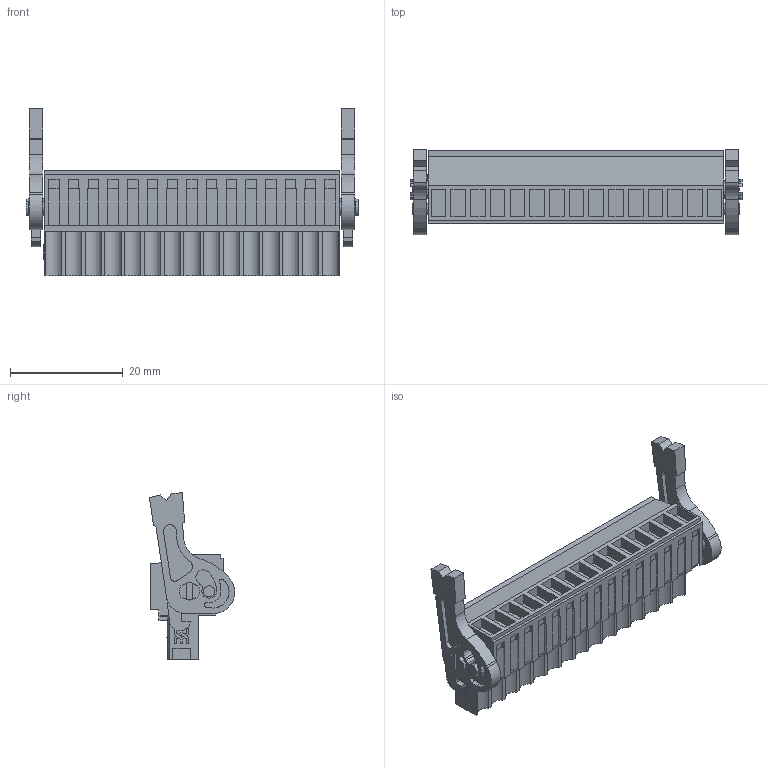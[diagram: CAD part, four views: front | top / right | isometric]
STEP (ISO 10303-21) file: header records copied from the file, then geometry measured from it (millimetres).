
FILE_DESCRIPTION(('CATIA V5 STEP Exchange','CAx-IF Rec.Pracs.--- Model Styling and Organization---1.2---2011-12-15'),'2;1');
FILE_NAME ('D1452689_0_1531130000_1531130000.stp','2017-04-25T12:39:52+00:00',('none'),('Weidmueller'),'CATIA Version 5-6 Release 2014','CATIA V5 STEP AP214','none');
FILE_SCHEMA(('AUTOMOTIVE_DESIGN { 1 0 10303 214 1 1 1 1 }'));
Length unit declared in the file: millimetre
Products named in the file (1): 1531130000
Bounding box: 58.9 x 15.12 x 29.66 mm (x, y, z)
Volume: 8414.1 mm3; surface area: 7252 mm2
Topology: 18 solids, 18 shells, 1111 faces, 3101 edges, 2104 vertices
Faces by surface type: plane 921, cylinder 130, extrusion 60
Entity records: 33447 total; most frequent: CARTESIAN_POINT 6986, ORIENTED_EDGE 6202, DIRECTION 4117, EDGE_CURVE 3101, VECTOR 2569, LINE 2509, VERTEX_POINT 2104, EDGE_LOOP 1197
